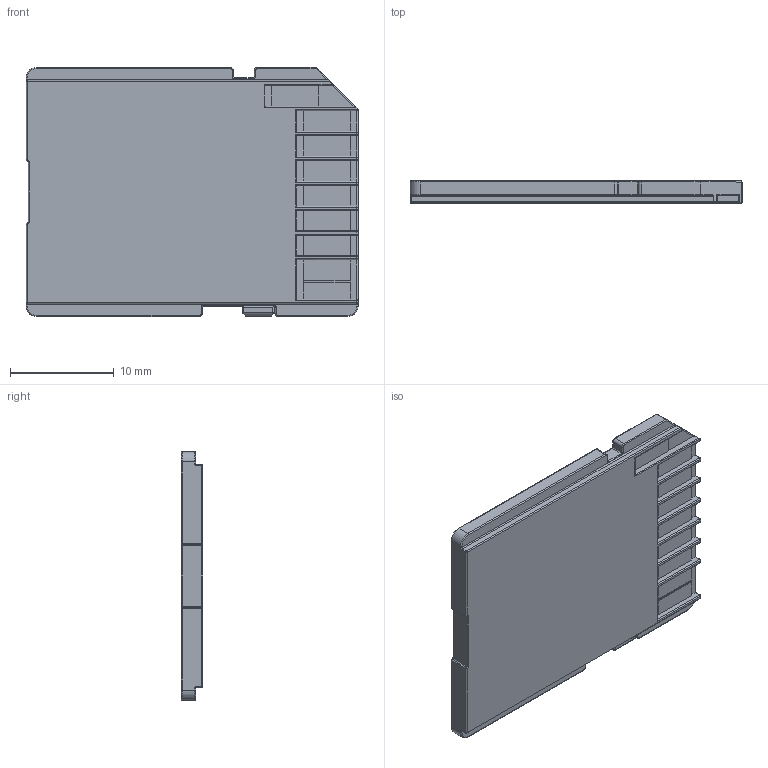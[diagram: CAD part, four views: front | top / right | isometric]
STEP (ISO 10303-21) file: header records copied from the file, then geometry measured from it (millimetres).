
FILE_DESCRIPTION (( 'STEP AP203' ), '1' );
FILE_NAME ('SD.STEP', '2013-10-05T15:11:47', ( '' ), ( '' ), 'SwSTEP 2.0', 'SolidWorks 2013', '' );
FILE_SCHEMA (( 'CONFIG_CONTROL_DESIGN' ));
Length unit declared in the file: millimetre
Products named in the file (1): SD
Bounding box: 32 x 2.1 x 24 mm (x, y, z)
Volume: 1436.6 mm3; surface area: 1777.8 mm2
Topology: 1 solids, 1 shells, 320 faces, 776 edges, 424 vertices
Faces by surface type: cylinder 145, plane 97, sphere 40, torus 37, bspline 1
Entity records: 8957 total; most frequent: CARTESIAN_POINT 1667, DIRECTION 1592, ORIENTED_EDGE 1480, EDGE_CURVE 740, AXIS2_PLACEMENT_3D 587, VERTEX_POINT 424, LINE 418, VECTOR 418
